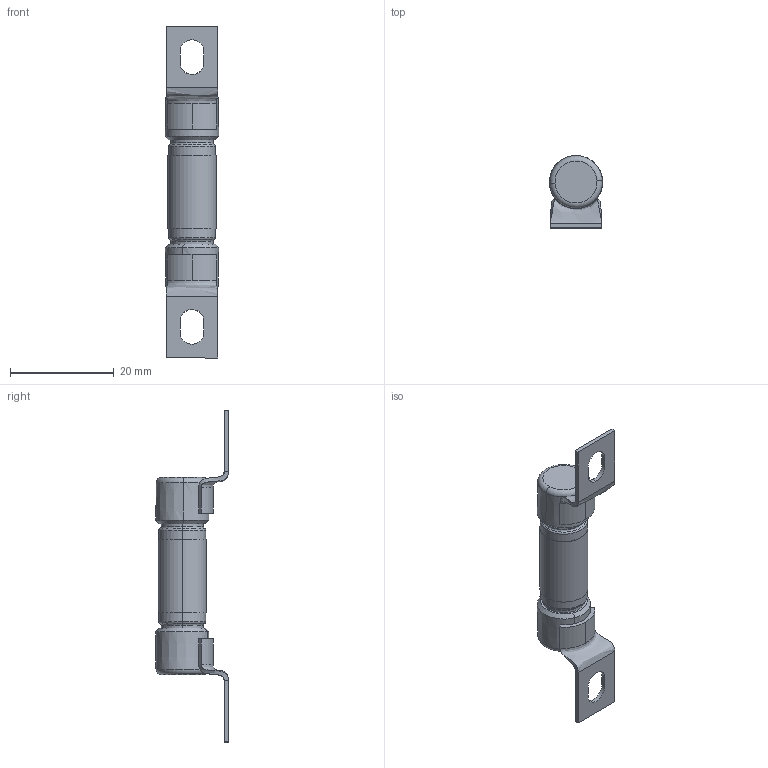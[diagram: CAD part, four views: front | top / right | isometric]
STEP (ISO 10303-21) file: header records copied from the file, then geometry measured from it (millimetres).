
FILE_DESCRIPTION (( 'STEP AP214' ), '1' );
FILE_NAME ('OUT-1205208.STEP', '2023-03-13T19:41:43', ( '' ), ( '' ), 'SwSTEP 2.0', 'SolidWorks 2021', '' );
FILE_SCHEMA (( 'AUTOMOTIVE_DESIGN' ));
Length unit declared in the file: inch
Products named in the file (6): 241875_-001; OUT-1205208; 140115_CRIMPED; 130314; 330661; X1203426^OUT-1205208
Assembly tree (7 placements, depth 3):
  OUT-1205208
    241875_-001
      130314
      140115_CRIMPED  x2
    330661  x2
    X1203426^OUT-1205208
Bounding box: 10.28 x 14.03 x 64.03 mm (x, y, z)
Volume: 2168.1 mm3; surface area: 4739.9 mm2
Topology: 6 solids, 6 shells, 146 faces, 300 edges, 172 vertices
Faces by surface type: torus 44, cylinder 44, plane 34, cone 16, bspline 8
Entity records: 3632 total; most frequent: CARTESIAN_POINT 669, DIRECTION 600, ORIENTED_EDGE 452, AXIS2_PLACEMENT_3D 265, EDGE_CURVE 226, CIRCLE 147, VERTEX_POINT 128, EDGE_LOOP 122
